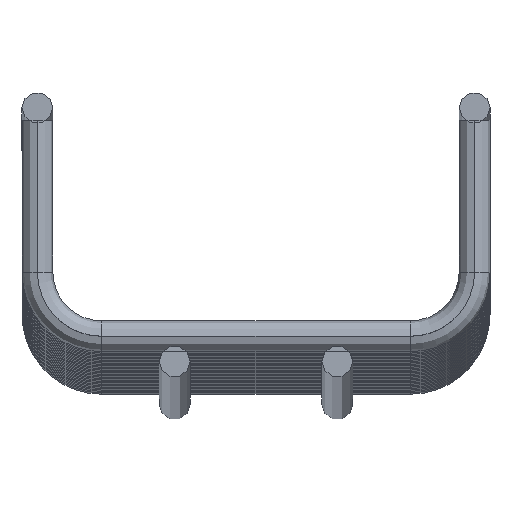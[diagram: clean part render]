
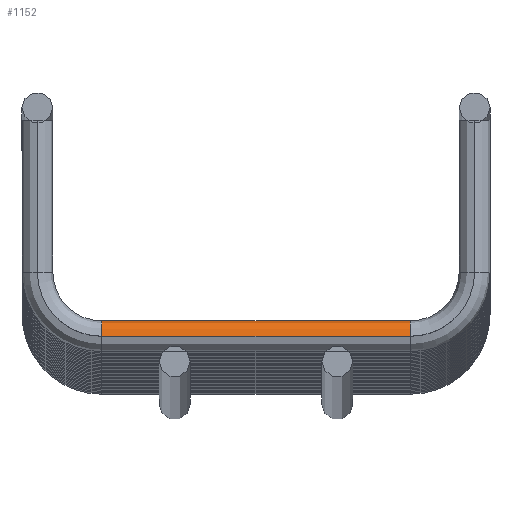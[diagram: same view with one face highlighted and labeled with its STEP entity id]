
A CAD part, top view. The second image highlights one B-rep face of the part: STEP entity #1152.
In plain terms, the highlighted cylindrical face has radius 1.9 mm (diameter 3.8 mm), a partial arc.
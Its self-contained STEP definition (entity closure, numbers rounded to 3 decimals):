
#910 = ORIENTED_EDGE ( 'NONE', *, *, #8257, .T. ) ;
#1152 = ADVANCED_FACE ( 'NONE', ( #15124 ), #12344, .T. ) ;
#1324 = ORIENTED_EDGE ( 'NONE', *, *, #10714, .F. ) ;
#1822 = CIRCLE ( 'NONE', #14177, 1.9 ) ;
#2214 = ORIENTED_EDGE ( 'NONE', *, *, #8547, .T. ) ;
#2273 = LINE ( 'NONE', #17566, #7077 ) ;
#2624 = DIRECTION ( 'NONE',  ( 1., 0., 0. ) ) ;
#2660 = DIRECTION ( 'NONE',  ( 1., 0., 0. ) ) ;
#2823 = VERTEX_POINT ( 'NONE', #10346 ) ;
#4093 = CARTESIAN_POINT ( 'NONE',  ( 19., 3.8, -1.9 ) ) ;
#4263 = EDGE_LOOP ( 'NONE', ( #2214, #910, #9075, #1324 ) ) ;
#5262 = DIRECTION ( 'NONE',  ( -1., 0., 0. ) ) ;
#5842 = CIRCLE ( 'NONE', #16713, 1.9 ) ;
#6716 = CARTESIAN_POINT ( 'NONE',  ( -19., 1.9, 0. ) ) ;
#6808 = LINE ( 'NONE', #12281, #9260 ) ;
#7047 = AXIS2_PLACEMENT_3D ( 'NONE', #9564, #16308, #16221 ) ;
#7077 = VECTOR ( 'NONE', #5262, 1000. ) ;
#8130 = DIRECTION ( 'NONE',  ( 0., 0., -1. ) ) ;
#8167 = DIRECTION ( 'NONE',  ( 0., 0., -1. ) ) ;
#8257 = EDGE_CURVE ( 'NONE', #2823, #13923, #5842, .T. ) ;
#8547 = EDGE_CURVE ( 'NONE', #10171, #2823, #6808, .T. ) ;
#9075 = ORIENTED_EDGE ( 'NONE', *, *, #15330, .F. ) ;
#9213 = CARTESIAN_POINT ( 'NONE',  ( 19., 1.9, -1.9 ) ) ;
#9260 = VECTOR ( 'NONE', #16062, 1000. ) ;
#9564 = CARTESIAN_POINT ( 'NONE',  ( -28.8, 1.9, -1.9 ) ) ;
#10171 = VERTEX_POINT ( 'NONE', #4093 ) ;
#10346 = CARTESIAN_POINT ( 'NONE',  ( -19., 3.8, -1.9 ) ) ;
#10714 = EDGE_CURVE ( 'NONE', #10171, #16090, #1822, .T. ) ;
#12281 = CARTESIAN_POINT ( 'NONE',  ( -19., 3.8, -1.9 ) ) ;
#12344 = CYLINDRICAL_SURFACE ( 'NONE', #7047, 1.9 ) ;
#13923 = VERTEX_POINT ( 'NONE', #6716 ) ;
#14177 = AXIS2_PLACEMENT_3D ( 'NONE', #9213, #2624, #8130 ) ;
#14989 = CARTESIAN_POINT ( 'NONE',  ( -19., 1.9, -1.9 ) ) ;
#15124 = FACE_OUTER_BOUND ( 'NONE', #4263, .T. ) ;
#15330 = EDGE_CURVE ( 'NONE', #16090, #13923, #2273, .T. ) ;
#16062 = DIRECTION ( 'NONE',  ( -1., 0., 0. ) ) ;
#16090 = VERTEX_POINT ( 'NONE', #17508 ) ;
#16221 = DIRECTION ( 'NONE',  ( 0., -1., 0. ) ) ;
#16308 = DIRECTION ( 'NONE',  ( -1., 0., 0. ) ) ;
#16713 = AXIS2_PLACEMENT_3D ( 'NONE', #14989, #2660, #8167 ) ;
#17508 = CARTESIAN_POINT ( 'NONE',  ( 19., 1.9, 0. ) ) ;
#17566 = CARTESIAN_POINT ( 'NONE',  ( -19., 1.9, 0. ) ) ;
